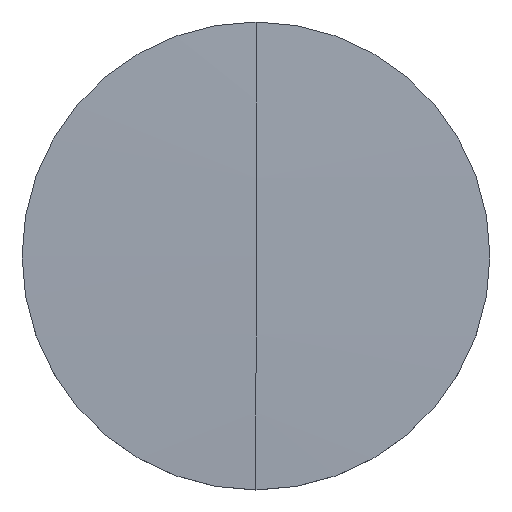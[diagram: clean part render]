
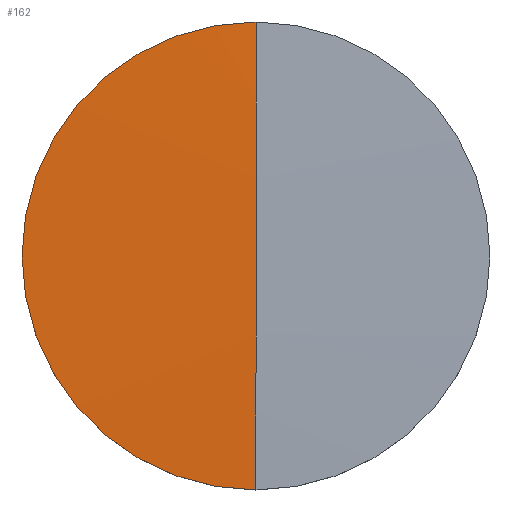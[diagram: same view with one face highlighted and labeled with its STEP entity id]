
A CAD part, top view. The second image highlights one B-rep face of the part: STEP entity #162.
In plain terms, the highlighted spherical face has radius 386.31 mm.
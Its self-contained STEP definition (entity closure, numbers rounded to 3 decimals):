
#16 = FACE_OUTER_BOUND ( 'NONE', #163, .T. ) ;
#26 = CARTESIAN_POINT ( 'NONE',  ( 0., 0., 1.1 ) ) ;
#45 = VERTEX_POINT ( 'NONE', #153 ) ;
#47 = EDGE_CURVE ( 'NONE', #48, #45, #152, .T. ) ;
#48 = VERTEX_POINT ( 'NONE', #147 ) ;
#62 = ORIENTED_EDGE ( 'NONE', *, *, #69, .F. ) ;
#66 = EDGE_CURVE ( 'NONE', #167, #159, #135, .T. ) ;
#69 = EDGE_CURVE ( 'NONE', #48, #159, #124, .T. ) ;
#120 = DIRECTION ( 'NONE',  ( 0., 0., -1. ) ) ;
#121 = DIRECTION ( 'NONE',  ( 1., 0., 0. ) ) ;
#122 = CARTESIAN_POINT ( 'NONE',  ( 0., 0., -385.21 ) ) ;
#123 = AXIS2_PLACEMENT_3D ( 'NONE', #122, #121, #120 ) ;
#124 = CIRCLE ( 'NONE', #123, 386.31 ) ;
#131 = DIRECTION ( 'NONE',  ( 0., -1., 0. ) ) ;
#132 = DIRECTION ( 'NONE',  ( -1., 0., 0. ) ) ;
#133 = CARTESIAN_POINT ( 'NONE',  ( 0., 0., -385.21 ) ) ;
#134 = AXIS2_PLACEMENT_3D ( 'NONE', #133, #132, #131 ) ;
#135 = CIRCLE ( 'NONE', #134, 386.31 ) ;
#147 = CARTESIAN_POINT ( 'NONE',  ( 0., 12.7, 0.891 ) ) ;
#148 = DIRECTION ( 'NONE',  ( 1., 0., 0. ) ) ;
#149 = DIRECTION ( 'NONE',  ( 0., 0., 1. ) ) ;
#150 = CARTESIAN_POINT ( 'NONE',  ( 0., 0., 0.891 ) ) ;
#151 = AXIS2_PLACEMENT_3D ( 'NONE', #150, #149, #148 ) ;
#152 = CIRCLE ( 'NONE', #151, 12.7 ) ;
#153 = CARTESIAN_POINT ( 'NONE',  ( -12.7, 0., 0.891 ) ) ;
#159 = VERTEX_POINT ( 'NONE', #26 ) ;
#162 = ADVANCED_FACE ( 'NONE', ( #16 ), #179, .T. ) ;
#163 = EDGE_LOOP ( 'NONE', ( #164, #165, #168, #62 ) ) ;
#164 = ORIENTED_EDGE ( 'NONE', *, *, #47, .T. ) ;
#165 = ORIENTED_EDGE ( 'NONE', *, *, #166, .T. ) ;
#166 = EDGE_CURVE ( 'NONE', #45, #167, #237, .T. ) ;
#167 = VERTEX_POINT ( 'NONE', #250 ) ;
#168 = ORIENTED_EDGE ( 'NONE', *, *, #66, .T. ) ;
#178 = CARTESIAN_POINT ( 'NONE',  ( 0., 0., -385.21 ) ) ;
#179 = SPHERICAL_SURFACE ( 'NONE', #241, 386.31 ) ;
#233 = DIRECTION ( 'NONE',  ( 1., 0., 0. ) ) ;
#234 = DIRECTION ( 'NONE',  ( 0., 0., 1. ) ) ;
#235 = CARTESIAN_POINT ( 'NONE',  ( 0., 0., 0.891 ) ) ;
#236 = AXIS2_PLACEMENT_3D ( 'NONE', #235, #234, #233 ) ;
#237 = CIRCLE ( 'NONE', #236, 12.7 ) ;
#239 = DIRECTION ( 'NONE',  ( 0., 1., 0. ) ) ;
#240 = DIRECTION ( 'NONE',  ( -1., 0., 0. ) ) ;
#241 = AXIS2_PLACEMENT_3D ( 'NONE', #178, #240, #239 ) ;
#250 = CARTESIAN_POINT ( 'NONE',  ( 0., -12.7, 0.891 ) ) ;
